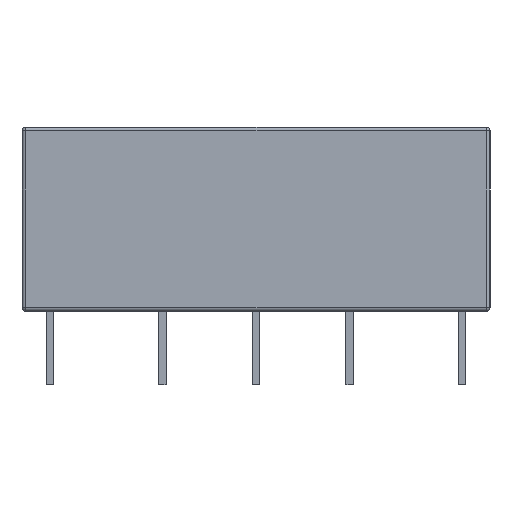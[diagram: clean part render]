
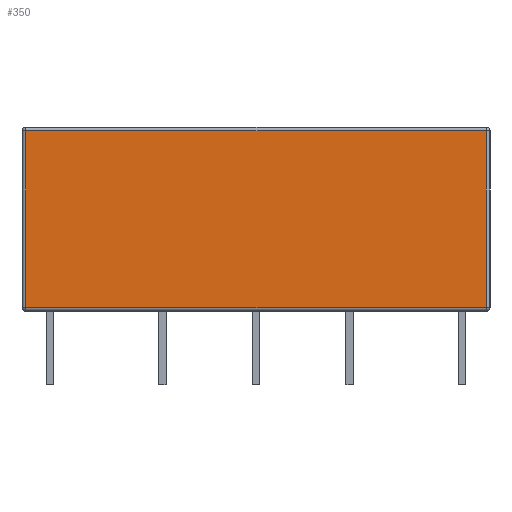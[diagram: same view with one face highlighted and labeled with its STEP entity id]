
A CAD part, left-side view. The second image highlights one B-rep face of the part: STEP entity #350.
In plain terms, the highlighted planar face has unit normal (-1, 0, 0).
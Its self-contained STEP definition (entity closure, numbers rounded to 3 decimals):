
#350 = ADVANCED_FACE( '', ( #810 ), #811, .F. );
#810 = FACE_OUTER_BOUND( '', #1390, .T. );
#811 = PLANE( '', #1391 );
#1390 = EDGE_LOOP( '', ( #2722, #2723, #2724, #2725 ) );
#1391 = AXIS2_PLACEMENT_3D( '', #2726, #2727, #2728 );
#2722 = ORIENTED_EDGE( '', *, *, #4083, .T. );
#2723 = ORIENTED_EDGE( '', *, *, #4084, .T. );
#2724 = ORIENTED_EDGE( '', *, *, #4085, .T. );
#2725 = ORIENTED_EDGE( '', *, *, #4086, .T. );
#2726 = CARTESIAN_POINT( '', ( -44.5, 31.75, 12.5 ) );
#2727 = DIRECTION( '', ( 1., 0., 0. ) );
#2728 = DIRECTION( '', ( 0., 0., -1. ) );
#4083 = EDGE_CURVE( '', #4886, #4310, #4887, .F. );
#4084 = EDGE_CURVE( '', #4310, #4888, #4889, .T. );
#4085 = EDGE_CURVE( '', #4888, #4868, #4890, .T. );
#4086 = EDGE_CURVE( '', #4868, #4886, #4891, .F. );
#4310 = VERTEX_POINT( '', #5158 );
#4868 = VERTEX_POINT( '', #6976 );
#4886 = VERTEX_POINT( '', #7003 );
#4887 = LINE( '', #7004, #7005 );
#4888 = VERTEX_POINT( '', #7006 );
#4889 = LINE( '', #7007, #7008 );
#4890 = LINE( '', #7009, #7010 );
#4891 = LINE( '', #7011, #7012 );
#5158 = CARTESIAN_POINT( '', ( -44.5, 31.25, 12. ) );
#6976 = CARTESIAN_POINT( '', ( -44.5, -31.25, -12. ) );
#7003 = CARTESIAN_POINT( '', ( -44.5, -31.25, 12. ) );
#7004 = CARTESIAN_POINT( '', ( -44.5, 31.75, 12. ) );
#7005 = VECTOR( '', #7672, 1000. );
#7006 = CARTESIAN_POINT( '', ( -44.5, 31.25, -12. ) );
#7007 = CARTESIAN_POINT( '', ( -44.5, 31.25, 12.5 ) );
#7008 = VECTOR( '', #7673, 1000. );
#7009 = CARTESIAN_POINT( '', ( -44.5, 31.75, -12. ) );
#7010 = VECTOR( '', #7674, 1000. );
#7011 = CARTESIAN_POINT( '', ( -44.5, -31.25, 12.5 ) );
#7012 = VECTOR( '', #7675, 1000. );
#7672 = DIRECTION( '', ( 0., -1., 0. ) );
#7673 = DIRECTION( '', ( 0., 0., -1. ) );
#7674 = DIRECTION( '', ( 0., -1., 0. ) );
#7675 = DIRECTION( '', ( 0., 0., -1. ) );
